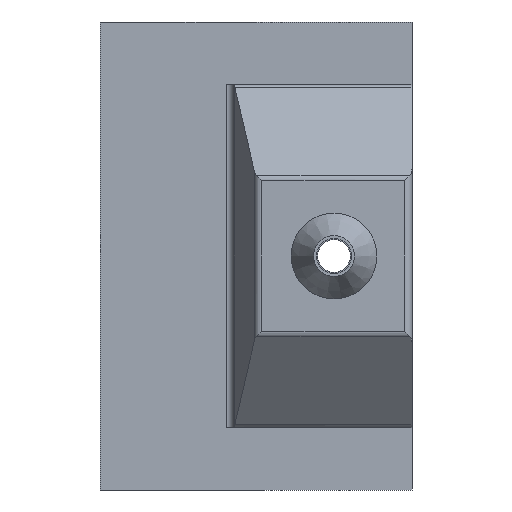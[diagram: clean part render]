
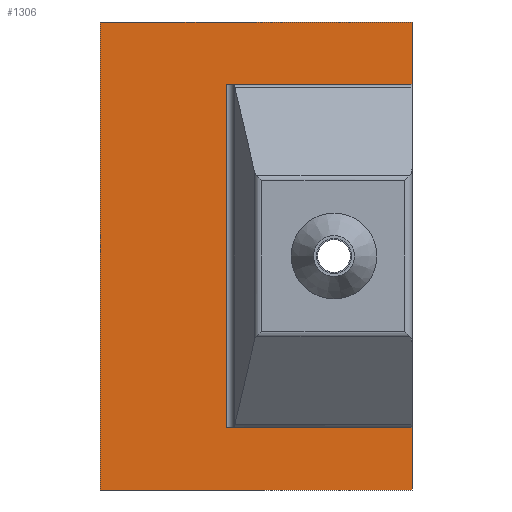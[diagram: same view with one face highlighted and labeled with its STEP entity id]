
A CAD part, front view. The second image highlights one B-rep face of the part: STEP entity #1306.
In plain terms, the highlighted planar face has unit normal (0, -1, 0).
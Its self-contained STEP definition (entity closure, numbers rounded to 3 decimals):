
#87=PLANE('',#1420);
#144=LINE('',#1917,#294);
#165=LINE('',#1999,#315);
#207=LINE('',#2085,#357);
#213=LINE('',#2094,#363);
#235=LINE('',#2146,#385);
#236=LINE('',#2148,#386);
#237=LINE('',#2150,#387);
#238=LINE('',#2151,#388);
#294=VECTOR('',#1545,10.);
#315=VECTOR('',#1620,10.);
#357=VECTOR('',#1696,10.);
#363=VECTOR('',#1706,10.);
#385=VECTOR('',#1762,10.);
#386=VECTOR('',#1765,10.);
#387=VECTOR('',#1766,10.);
#388=VECTOR('',#1767,10.);
#465=FACE_OUTER_BOUND('',#540,.T.);
#540=EDGE_LOOP('',(#1209,#1210,#1211,#1212,#1213,#1214,#1215,#1216));
#615=VERTEX_POINT('',#1910);
#618=VERTEX_POINT('',#1915);
#644=VERTEX_POINT('',#1997);
#670=VERTEX_POINT('',#2082);
#671=VERTEX_POINT('',#2084);
#672=VERTEX_POINT('',#2093);
#685=VERTEX_POINT('',#2144);
#686=VERTEX_POINT('',#2149);
#753=EDGE_CURVE('',#618,#615,#144,.T.);
#791=EDGE_CURVE('',#618,#644,#165,.T.);
#833=EDGE_CURVE('',#671,#670,#207,.T.);
#839=EDGE_CURVE('',#672,#671,#213,.T.);
#865=EDGE_CURVE('',#670,#685,#235,.T.);
#866=EDGE_CURVE('',#644,#672,#236,.T.);
#867=EDGE_CURVE('',#685,#686,#237,.T.);
#868=EDGE_CURVE('',#686,#615,#238,.T.);
#1209=ORIENTED_EDGE('',*,*,#791,.T.);
#1210=ORIENTED_EDGE('',*,*,#866,.T.);
#1211=ORIENTED_EDGE('',*,*,#839,.T.);
#1212=ORIENTED_EDGE('',*,*,#833,.T.);
#1213=ORIENTED_EDGE('',*,*,#865,.T.);
#1214=ORIENTED_EDGE('',*,*,#867,.T.);
#1215=ORIENTED_EDGE('',*,*,#868,.T.);
#1216=ORIENTED_EDGE('',*,*,#753,.F.);
#1306=ADVANCED_FACE('',(#465),#87,.F.);
#1420=AXIS2_PLACEMENT_3D('',#2147,#1763,#1764);
#1545=DIRECTION('',(0.,0.,-1.));
#1620=DIRECTION('',(1.,0.,0.));
#1696=DIRECTION('',(0.,0.,-1.));
#1706=DIRECTION('',(-1.,0.,0.));
#1762=DIRECTION('',(1.,0.,0.));
#1763=DIRECTION('center_axis',(0.,1.,0.));
#1764=DIRECTION('ref_axis',(1.,0.,0.));
#1765=DIRECTION('',(0.,0.,1.));
#1766=DIRECTION('',(0.,0.,1.));
#1767=DIRECTION('',(-1.,0.,0.));
#1910=CARTESIAN_POINT('',(-13.8,22.,-22.));
#1915=CARTESIAN_POINT('',(-13.8,22.,22.));
#1917=CARTESIAN_POINT('',(-13.8,22.,-11.));
#1997=CARTESIAN_POINT('',(10.,22.,22.));
#1999=CARTESIAN_POINT('',(-12.8,22.,22.));
#2082=CARTESIAN_POINT('',(-30.,22.,-30.));
#2084=CARTESIAN_POINT('',(-30.,22.,30.));
#2085=CARTESIAN_POINT('',(-30.,22.,30.));
#2093=CARTESIAN_POINT('',(10.,22.,30.));
#2094=CARTESIAN_POINT('',(10.,22.,30.));
#2144=CARTESIAN_POINT('',(10.,22.,-30.));
#2146=CARTESIAN_POINT('',(-30.,22.,-30.));
#2147=CARTESIAN_POINT('Origin',(-10.,22.,0.));
#2148=CARTESIAN_POINT('',(10.,22.,-30.));
#2149=CARTESIAN_POINT('',(10.,22.,-22.));
#2150=CARTESIAN_POINT('',(10.,22.,-30.));
#2151=CARTESIAN_POINT('',(10.,22.,-22.));
